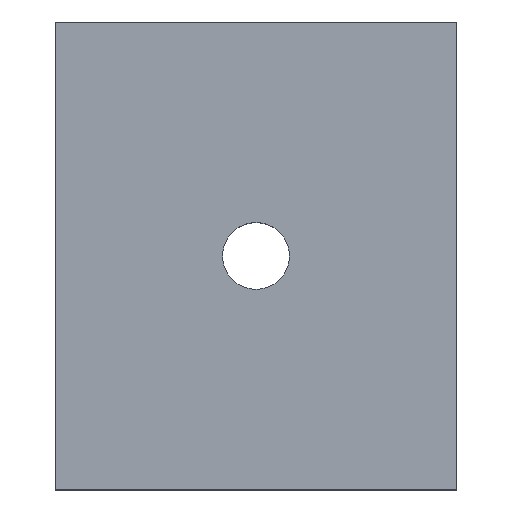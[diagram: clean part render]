
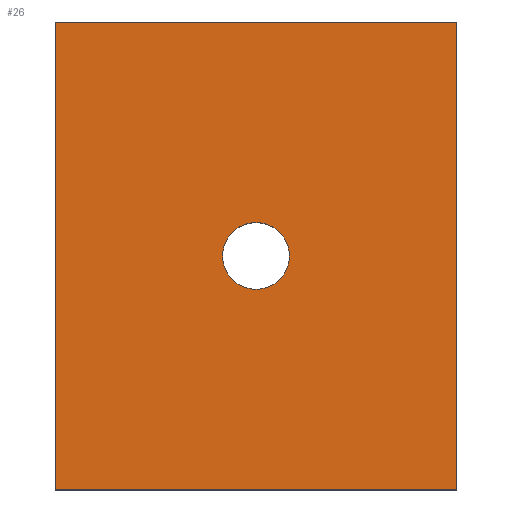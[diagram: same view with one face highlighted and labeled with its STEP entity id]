
A CAD part, top view. The second image highlights one B-rep face of the part: STEP entity #26.
In plain terms, the highlighted planar face has unit normal (0, 0, 1).
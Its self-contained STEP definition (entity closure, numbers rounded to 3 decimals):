
#6 = ORIENTED_EDGE ( 'NONE', *, *, #184, .F. ) ;
#8 = CARTESIAN_POINT ( 'NONE',  ( 30., 0., 5. ) ) ;
#9 = DIRECTION ( 'NONE',  ( 0., 1., 0. ) ) ;
#22 = FACE_BOUND ( 'NONE', #70, .T. ) ;
#26 = ADVANCED_FACE ( 'NONE', ( #98, #22 ), #123, .F. ) ;
#27 = LINE ( 'NONE', #187, #164 ) ;
#34 = VERTEX_POINT ( 'NONE', #77 ) ;
#46 = LINE ( 'NONE', #199, #83 ) ;
#48 = VECTOR ( 'NONE', #9, 1000. ) ;
#49 = CARTESIAN_POINT ( 'NONE',  ( 30., 35., 5. ) ) ;
#70 = EDGE_LOOP ( 'NONE', ( #6, #204 ) ) ;
#77 = CARTESIAN_POINT ( 'NONE',  ( 0., 0., 5. ) ) ;
#83 = VECTOR ( 'NONE', #258, 1000. ) ;
#90 = CIRCLE ( 'NONE', #153, 2.5 ) ;
#98 = FACE_OUTER_BOUND ( 'NONE', #173, .T. ) ;
#103 = VERTEX_POINT ( 'NONE', #49 ) ;
#105 = ORIENTED_EDGE ( 'NONE', *, *, #274, .T. ) ;
#106 = CARTESIAN_POINT ( 'NONE',  ( 0., 0., 5. ) ) ;
#110 = DIRECTION ( 'NONE',  ( 0., -1., 0. ) ) ;
#117 = DIRECTION ( 'NONE',  ( -1., 0., 0. ) ) ;
#121 = AXIS2_PLACEMENT_3D ( 'NONE', #172, #155, #150 ) ;
#123 = PLANE ( 'NONE',  #193 ) ;
#124 = ORIENTED_EDGE ( 'NONE', *, *, #221, .T. ) ;
#134 = ORIENTED_EDGE ( 'NONE', *, *, #179, .T. ) ;
#138 = VERTEX_POINT ( 'NONE', #241 ) ;
#141 = DIRECTION ( 'NONE',  ( 0., 0., -1. ) ) ;
#145 = DIRECTION ( 'NONE',  ( -1., 0., 0. ) ) ;
#150 = DIRECTION ( 'NONE',  ( 1., 0., 0. ) ) ;
#153 = AXIS2_PLACEMENT_3D ( 'NONE', #196, #194, #192 ) ;
#155 = DIRECTION ( 'NONE',  ( 0., 0., 1. ) ) ;
#158 = ORIENTED_EDGE ( 'NONE', *, *, #245, .T. ) ;
#161 = CIRCLE ( 'NONE', #121, 2.5 ) ;
#164 = VECTOR ( 'NONE', #145, 1000. ) ;
#171 = EDGE_CURVE ( 'NONE', #138, #188, #90, .T. ) ;
#172 = CARTESIAN_POINT ( 'NONE',  ( 15., 17.5, 5. ) ) ;
#173 = EDGE_LOOP ( 'NONE', ( #124, #134, #158, #105 ) ) ;
#176 = CARTESIAN_POINT ( 'NONE',  ( 0., 35., 5. ) ) ;
#179 = EDGE_CURVE ( 'NONE', #34, #252, #46, .T. ) ;
#184 = EDGE_CURVE ( 'NONE', #188, #138, #161, .T. ) ;
#187 = CARTESIAN_POINT ( 'NONE',  ( 0., 35., 5. ) ) ;
#188 = VERTEX_POINT ( 'NONE', #189 ) ;
#189 = CARTESIAN_POINT ( 'NONE',  ( 12.5, 17.5, 5. ) ) ;
#192 = DIRECTION ( 'NONE',  ( 1., 0., 0. ) ) ;
#193 = AXIS2_PLACEMENT_3D ( 'NONE', #176, #141, #117 ) ;
#194 = DIRECTION ( 'NONE',  ( 0., 0., 1. ) ) ;
#195 = VERTEX_POINT ( 'NONE', #214 ) ;
#196 = CARTESIAN_POINT ( 'NONE',  ( 15., 17.5, 5. ) ) ;
#199 = CARTESIAN_POINT ( 'NONE',  ( 0., 0., 5. ) ) ;
#204 = ORIENTED_EDGE ( 'NONE', *, *, #171, .F. ) ;
#207 = LINE ( 'NONE', #106, #260 ) ;
#214 = CARTESIAN_POINT ( 'NONE',  ( 0., 35., 5. ) ) ;
#217 = CARTESIAN_POINT ( 'NONE',  ( 30., 0., 5. ) ) ;
#220 = LINE ( 'NONE', #217, #48 ) ;
#221 = EDGE_CURVE ( 'NONE', #195, #34, #207, .T. ) ;
#241 = CARTESIAN_POINT ( 'NONE',  ( 17.5, 17.5, 5. ) ) ;
#245 = EDGE_CURVE ( 'NONE', #252, #103, #220, .T. ) ;
#252 = VERTEX_POINT ( 'NONE', #8 ) ;
#258 = DIRECTION ( 'NONE',  ( 1., 0., 0. ) ) ;
#260 = VECTOR ( 'NONE', #110, 1000. ) ;
#274 = EDGE_CURVE ( 'NONE', #103, #195, #27, .T. ) ;
